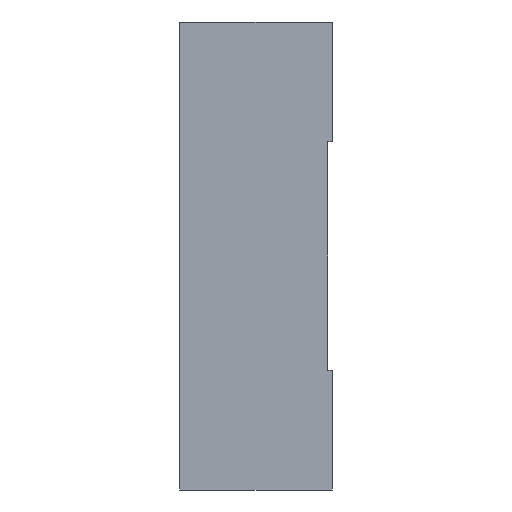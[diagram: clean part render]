
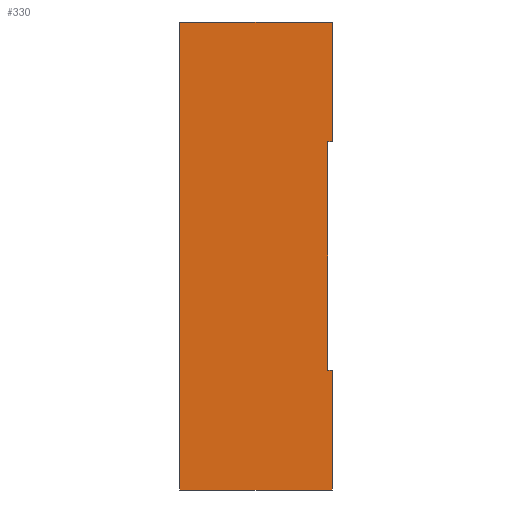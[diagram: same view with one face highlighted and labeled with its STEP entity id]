
A CAD part, left-side view. The second image highlights one B-rep face of the part: STEP entity #330.
In plain terms, the highlighted planar face has unit normal (-1, 0, 0).
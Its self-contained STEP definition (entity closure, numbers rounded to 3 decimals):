
#5=DIRECTION('',(0.,0.,1.));
#6=VECTOR('',#5,41.885);
#7=CARTESIAN_POINT('',(-22.945,0.,-41.885));
#8=LINE('',#7,#6);
#45=DIRECTION('',(0.,0.,1.));
#46=VECTOR('',#45,41.885);
#47=CARTESIAN_POINT('',(-22.945,0.,-163.97));
#48=LINE('',#47,#46);
#73=DIRECTION('',(0.,1.,0.));
#74=VECTOR('',#73,53.5);
#75=CARTESIAN_POINT('',(-22.945,0.,0.));
#76=LINE('',#75,#74);
#77=DIRECTION('',(0.,1.,0.));
#78=VECTOR('',#77,1.6);
#79=CARTESIAN_POINT('',(-22.945,0.,-41.885));
#80=LINE('',#79,#78);
#81=DIRECTION('',(0.,0.,-1.));
#82=VECTOR('',#81,80.2);
#83=CARTESIAN_POINT('',(-22.945,1.6,-41.885));
#84=LINE('',#83,#82);
#85=DIRECTION('',(0.,1.,0.));
#86=VECTOR('',#85,1.6);
#87=CARTESIAN_POINT('',(-22.945,0.,-122.085));
#88=LINE('',#87,#86);
#89=DIRECTION('',(0.,1.,0.));
#90=VECTOR('',#89,53.5);
#91=CARTESIAN_POINT('',(-22.945,0.,-163.97));
#92=LINE('',#91,#90);
#141=DIRECTION('',(0.,0.,1.));
#142=VECTOR('',#141,163.97);
#143=CARTESIAN_POINT('',(-22.945,53.5,-163.97));
#144=LINE('',#143,#142);
#146=CARTESIAN_POINT('',(-22.945,0.,-163.97));
#148=VERTEX_POINT('',#146);
#149=CARTESIAN_POINT('',(-22.945,0.,0.));
#151=VERTEX_POINT('',#149);
#162=CARTESIAN_POINT('',(-22.945,53.5,-163.97));
#164=VERTEX_POINT('',#162);
#165=CARTESIAN_POINT('',(-22.945,53.5,0.));
#166=VERTEX_POINT('',#165);
#177=CARTESIAN_POINT('',(-22.945,0.,-41.885));
#179=VERTEX_POINT('',#177);
#181=CARTESIAN_POINT('',(-22.945,0.,-122.085));
#183=VERTEX_POINT('',#181);
#185=CARTESIAN_POINT('',(-22.945,1.6,-41.885));
#186=VERTEX_POINT('',#185);
#187=CARTESIAN_POINT('',(-22.945,1.6,-122.085));
#188=VERTEX_POINT('',#187);
#311=CARTESIAN_POINT('',(-22.945,0.,-163.97));
#312=DIRECTION('',(-1.,0.,0.));
#313=DIRECTION('',(0.,0.,1.));
#314=AXIS2_PLACEMENT_3D('',#311,#312,#313);
#315=PLANE('',#314);
#316=ORIENTED_EDGE('',*,*,#243,.T.);
#318=ORIENTED_EDGE('',*,*,#317,.T.);
#320=ORIENTED_EDGE('',*,*,#319,.F.);
#321=ORIENTED_EDGE('',*,*,#228,.F.);
#323=ORIENTED_EDGE('',*,*,#322,.T.);
#325=ORIENTED_EDGE('',*,*,#324,.T.);
#326=ORIENTED_EDGE('',*,*,#303,.F.);
#327=ORIENTED_EDGE('',*,*,#200,.F.);
#328=EDGE_LOOP('',(#316,#318,#320,#321,#323,#325,#326,#327));
#329=FACE_OUTER_BOUND('',#328,.F.);
#330=ADVANCED_FACE('',(#329),#315,.T.);
#200=EDGE_CURVE('',#179,#151,#8,.T.);
#228=EDGE_CURVE('',#148,#183,#48,.T.);
#243=EDGE_CURVE('',#179,#186,#80,.T.);
#303=EDGE_CURVE('',#151,#166,#76,.T.);
#317=EDGE_CURVE('',#186,#188,#84,.T.);
#319=EDGE_CURVE('',#183,#188,#88,.T.);
#322=EDGE_CURVE('',#148,#164,#92,.T.);
#324=EDGE_CURVE('',#164,#166,#144,.T.);
